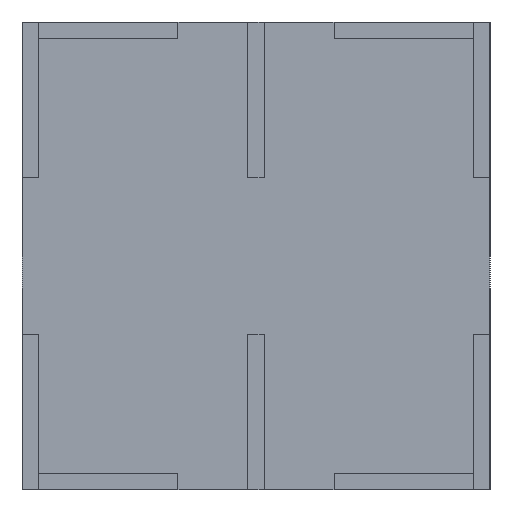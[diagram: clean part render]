
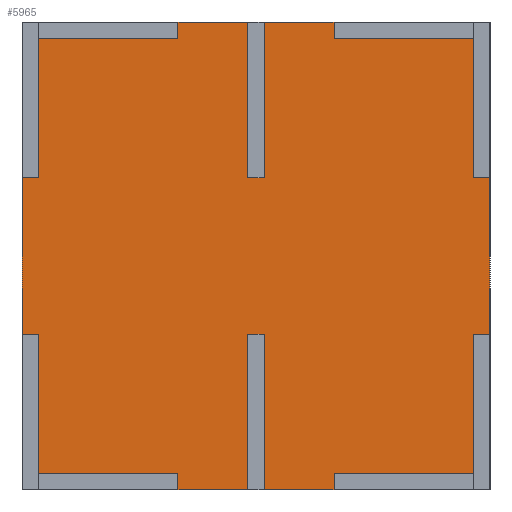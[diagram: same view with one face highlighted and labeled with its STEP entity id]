
A CAD part, left-side view. The second image highlights one B-rep face of the part: STEP entity #5965.
In plain terms, the highlighted planar face has unit normal (-1, 0, 0).
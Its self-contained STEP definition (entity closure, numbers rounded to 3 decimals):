
#550=FACE_OUTER_BOUND('',#959,.T.);
#959=EDGE_LOOP('',(#5173,#5174,#5175,#5176,#5177,#5178,#5179,#5180,#5181,
#5182,#5183,#5184,#5185,#5186,#5187,#5188,#5189,#5190,#5191,#5192,#5193,
#5194,#5195,#5196,#5197,#5198,#5199,#5200));
#1566=LINE('',#9318,#2283);
#1572=LINE('',#9330,#2289);
#1575=LINE('',#9336,#2292);
#1576=LINE('',#9339,#2293);
#1577=LINE('',#9341,#2294);
#1578=LINE('',#9343,#2295);
#1579=LINE('',#9345,#2296);
#1580=LINE('',#9347,#2297);
#1581=LINE('',#9349,#2298);
#1582=LINE('',#9351,#2299);
#1583=LINE('',#9353,#2300);
#1584=LINE('',#9355,#2301);
#1585=LINE('',#9357,#2302);
#1586=LINE('',#9359,#2303);
#1587=LINE('',#9361,#2304);
#1588=LINE('',#9363,#2305);
#1589=LINE('',#9365,#2306);
#1590=LINE('',#9367,#2307);
#1591=LINE('',#9369,#2308);
#1592=LINE('',#9371,#2309);
#1593=LINE('',#9373,#2310);
#1594=LINE('',#9374,#2311);
#1595=LINE('',#9376,#2312);
#1596=LINE('',#9378,#2313);
#1597=LINE('',#9380,#2314);
#1598=LINE('',#9382,#2315);
#1599=LINE('',#9384,#2316);
#1600=LINE('',#9385,#2317);
#2283=VECTOR('',#7691,10.);
#2289=VECTOR('',#7699,10.);
#2292=VECTOR('',#7704,10.);
#2293=VECTOR('',#7707,10.);
#2294=VECTOR('',#7708,10.);
#2295=VECTOR('',#7709,10.);
#2296=VECTOR('',#7710,10.);
#2297=VECTOR('',#7711,10.);
#2298=VECTOR('',#7712,10.);
#2299=VECTOR('',#7713,10.);
#2300=VECTOR('',#7714,10.);
#2301=VECTOR('',#7715,10.);
#2302=VECTOR('',#7716,10.);
#2303=VECTOR('',#7717,10.);
#2304=VECTOR('',#7718,10.);
#2305=VECTOR('',#7719,10.);
#2306=VECTOR('',#7720,10.);
#2307=VECTOR('',#7721,10.);
#2308=VECTOR('',#7722,10.);
#2309=VECTOR('',#7723,10.);
#2310=VECTOR('',#7724,10.);
#2311=VECTOR('',#7725,10.);
#2312=VECTOR('',#7726,10.);
#2313=VECTOR('',#7727,10.);
#2314=VECTOR('',#7728,10.);
#2315=VECTOR('',#7729,10.);
#2316=VECTOR('',#7730,10.);
#2317=VECTOR('',#7731,10.);
#2892=VERTEX_POINT('',#9314);
#2894=VERTEX_POINT('',#9317);
#2897=VERTEX_POINT('',#9324);
#2899=VERTEX_POINT('',#9328);
#2901=VERTEX_POINT('',#9334);
#2902=VERTEX_POINT('',#9338);
#2903=VERTEX_POINT('',#9340);
#2904=VERTEX_POINT('',#9342);
#2905=VERTEX_POINT('',#9344);
#2906=VERTEX_POINT('',#9346);
#2907=VERTEX_POINT('',#9348);
#2908=VERTEX_POINT('',#9350);
#2909=VERTEX_POINT('',#9352);
#2910=VERTEX_POINT('',#9354);
#2911=VERTEX_POINT('',#9356);
#2912=VERTEX_POINT('',#9358);
#2913=VERTEX_POINT('',#9360);
#2914=VERTEX_POINT('',#9362);
#2915=VERTEX_POINT('',#9364);
#2916=VERTEX_POINT('',#9366);
#2917=VERTEX_POINT('',#9368);
#2918=VERTEX_POINT('',#9370);
#2919=VERTEX_POINT('',#9372);
#2920=VERTEX_POINT('',#9375);
#2921=VERTEX_POINT('',#9377);
#2922=VERTEX_POINT('',#9379);
#2923=VERTEX_POINT('',#9381);
#2924=VERTEX_POINT('',#9383);
#3668=EDGE_CURVE('',#2894,#2892,#1566,.T.);
#3674=EDGE_CURVE('',#2897,#2899,#1572,.T.);
#3677=EDGE_CURVE('',#2892,#2901,#1575,.T.);
#3678=EDGE_CURVE('',#2902,#2894,#1576,.T.);
#3679=EDGE_CURVE('',#2901,#2903,#1577,.T.);
#3680=EDGE_CURVE('',#2903,#2904,#1578,.T.);
#3681=EDGE_CURVE('',#2904,#2905,#1579,.T.);
#3682=EDGE_CURVE('',#2905,#2906,#1580,.T.);
#3683=EDGE_CURVE('',#2906,#2907,#1581,.T.);
#3684=EDGE_CURVE('',#2907,#2908,#1582,.T.);
#3685=EDGE_CURVE('',#2908,#2909,#1583,.T.);
#3686=EDGE_CURVE('',#2909,#2910,#1584,.T.);
#3687=EDGE_CURVE('',#2910,#2911,#1585,.T.);
#3688=EDGE_CURVE('',#2911,#2912,#1586,.T.);
#3689=EDGE_CURVE('',#2912,#2913,#1587,.T.);
#3690=EDGE_CURVE('',#2913,#2914,#1588,.T.);
#3691=EDGE_CURVE('',#2914,#2915,#1589,.T.);
#3692=EDGE_CURVE('',#2915,#2916,#1590,.T.);
#3693=EDGE_CURVE('',#2916,#2917,#1591,.T.);
#3694=EDGE_CURVE('',#2917,#2918,#1592,.T.);
#3695=EDGE_CURVE('',#2918,#2919,#1593,.T.);
#3696=EDGE_CURVE('',#2919,#2897,#1594,.T.);
#3697=EDGE_CURVE('',#2899,#2920,#1595,.T.);
#3698=EDGE_CURVE('',#2920,#2921,#1596,.T.);
#3699=EDGE_CURVE('',#2921,#2922,#1597,.T.);
#3700=EDGE_CURVE('',#2922,#2923,#1598,.T.);
#3701=EDGE_CURVE('',#2923,#2924,#1599,.T.);
#3702=EDGE_CURVE('',#2924,#2902,#1600,.T.);
#5173=ORIENTED_EDGE('',*,*,#3678,.T.);
#5174=ORIENTED_EDGE('',*,*,#3668,.T.);
#5175=ORIENTED_EDGE('',*,*,#3677,.T.);
#5176=ORIENTED_EDGE('',*,*,#3679,.T.);
#5177=ORIENTED_EDGE('',*,*,#3680,.T.);
#5178=ORIENTED_EDGE('',*,*,#3681,.T.);
#5179=ORIENTED_EDGE('',*,*,#3682,.T.);
#5180=ORIENTED_EDGE('',*,*,#3683,.T.);
#5181=ORIENTED_EDGE('',*,*,#3684,.T.);
#5182=ORIENTED_EDGE('',*,*,#3685,.T.);
#5183=ORIENTED_EDGE('',*,*,#3686,.T.);
#5184=ORIENTED_EDGE('',*,*,#3687,.T.);
#5185=ORIENTED_EDGE('',*,*,#3688,.T.);
#5186=ORIENTED_EDGE('',*,*,#3689,.T.);
#5187=ORIENTED_EDGE('',*,*,#3690,.T.);
#5188=ORIENTED_EDGE('',*,*,#3691,.T.);
#5189=ORIENTED_EDGE('',*,*,#3692,.T.);
#5190=ORIENTED_EDGE('',*,*,#3693,.T.);
#5191=ORIENTED_EDGE('',*,*,#3694,.T.);
#5192=ORIENTED_EDGE('',*,*,#3695,.T.);
#5193=ORIENTED_EDGE('',*,*,#3696,.T.);
#5194=ORIENTED_EDGE('',*,*,#3674,.T.);
#5195=ORIENTED_EDGE('',*,*,#3697,.T.);
#5196=ORIENTED_EDGE('',*,*,#3698,.T.);
#5197=ORIENTED_EDGE('',*,*,#3699,.T.);
#5198=ORIENTED_EDGE('',*,*,#3700,.T.);
#5199=ORIENTED_EDGE('',*,*,#3701,.T.);
#5200=ORIENTED_EDGE('',*,*,#3702,.T.);
#5674=PLANE('',#6390);
#5965=ADVANCED_FACE('',(#550),#5674,.T.);
#6390=AXIS2_PLACEMENT_3D('',#9337,#7705,#7706);
#7691=DIRECTION('',(0.,1.,0.));
#7699=DIRECTION('',(0.,1.,0.));
#7704=DIRECTION('',(0.,0.,-1.));
#7705=DIRECTION('center_axis',(-1.,0.,0.));
#7706=DIRECTION('ref_axis',(0.,0.,1.));
#7707=DIRECTION('',(0.,0.,-1.));
#7708=DIRECTION('',(0.,1.,0.));
#7709=DIRECTION('',(0.,0.,-1.));
#7710=DIRECTION('',(0.,-1.,0.));
#7711=DIRECTION('',(0.,0.,-1.));
#7712=DIRECTION('',(0.,-1.,0.));
#7713=DIRECTION('',(0.,0.,-1.));
#7714=DIRECTION('',(0.,-1.,0.));
#7715=DIRECTION('',(0.,0.,1.));
#7716=DIRECTION('',(0.,-1.,0.));
#7717=DIRECTION('',(0.,0.,-1.));
#7718=DIRECTION('',(0.,-1.,0.));
#7719=DIRECTION('',(0.,0.,1.));
#7720=DIRECTION('',(0.,-1.,0.));
#7721=DIRECTION('',(0.,0.,1.));
#7722=DIRECTION('',(0.,-1.,0.));
#7723=DIRECTION('',(0.,0.,1.));
#7724=DIRECTION('',(0.,1.,0.));
#7725=DIRECTION('',(0.,0.,1.));
#7726=DIRECTION('',(0.,0.,1.));
#7727=DIRECTION('',(0.,1.,0.));
#7728=DIRECTION('',(0.,0.,-1.));
#7729=DIRECTION('',(0.,1.,0.));
#7730=DIRECTION('',(0.,0.,1.));
#7731=DIRECTION('',(0.,1.,0.));
#9314=CARTESIAN_POINT('',(0.,82.46,-3.02));
#9317=CARTESIAN_POINT('',(0.,56.987,-3.02));
#9318=CARTESIAN_POINT('',(0.,42.735,-3.02));
#9324=CARTESIAN_POINT('',(0.,3.,-3.02));
#9328=CARTESIAN_POINT('',(0.,28.493,-3.02));
#9330=CARTESIAN_POINT('',(0.,42.735,-3.02));
#9334=CARTESIAN_POINT('',(0.,82.46,-28.493));
#9336=CARTESIAN_POINT('',(0.,82.46,-42.745));
#9337=CARTESIAN_POINT('Origin',(0.,42.73,-42.75));
#9338=CARTESIAN_POINT('',(0.,56.987,-0.02));
#9339=CARTESIAN_POINT('',(0.,56.987,-22.625));
#9340=CARTESIAN_POINT('',(0.,85.46,-28.493));
#9341=CARTESIAN_POINT('',(0.,62.855,-28.493));
#9342=CARTESIAN_POINT('',(0.,85.46,-56.987));
#9343=CARTESIAN_POINT('',(0.,85.46,-0.02));
#9344=CARTESIAN_POINT('',(0.,82.46,-56.987));
#9345=CARTESIAN_POINT('',(0.,62.855,-56.987));
#9346=CARTESIAN_POINT('',(0.,82.46,-82.48));
#9347=CARTESIAN_POINT('',(0.,82.46,-42.745));
#9348=CARTESIAN_POINT('',(0.,56.987,-82.48));
#9349=CARTESIAN_POINT('',(0.,42.735,-82.48));
#9350=CARTESIAN_POINT('',(0.,56.987,-85.48));
#9351=CARTESIAN_POINT('',(0.,56.987,-62.865));
#9352=CARTESIAN_POINT('',(0.,44.25,-85.48));
#9353=CARTESIAN_POINT('',(0.,85.46,-85.48));
#9354=CARTESIAN_POINT('',(0.,44.25,-56.987));
#9355=CARTESIAN_POINT('',(0.,44.25,-42.745));
#9356=CARTESIAN_POINT('',(0.,41.25,-56.987));
#9357=CARTESIAN_POINT('',(0.,42.115,-56.987));
#9358=CARTESIAN_POINT('',(0.,41.25,-85.48));
#9359=CARTESIAN_POINT('',(0.,41.25,-42.745));
#9360=CARTESIAN_POINT('',(0.,28.493,-85.48));
#9361=CARTESIAN_POINT('',(0.,85.46,-85.48));
#9362=CARTESIAN_POINT('',(0.,28.493,-82.48));
#9363=CARTESIAN_POINT('',(0.,28.493,-62.865));
#9364=CARTESIAN_POINT('',(0.,3.,-82.48));
#9365=CARTESIAN_POINT('',(0.,42.735,-82.48));
#9366=CARTESIAN_POINT('',(0.,3.,-56.987));
#9367=CARTESIAN_POINT('',(0.,3.,-42.745));
#9368=CARTESIAN_POINT('',(0.,0.,-56.987));
#9369=CARTESIAN_POINT('',(0.,21.365,-56.987));
#9370=CARTESIAN_POINT('',(0.,0.,-28.493));
#9371=CARTESIAN_POINT('',(0.,0.,-85.48));
#9372=CARTESIAN_POINT('',(0.,3.,-28.493));
#9373=CARTESIAN_POINT('',(0.,21.365,-28.493));
#9374=CARTESIAN_POINT('',(0.,3.,-42.745));
#9375=CARTESIAN_POINT('',(0.,28.493,-0.02));
#9376=CARTESIAN_POINT('',(0.,28.493,-22.625));
#9377=CARTESIAN_POINT('',(0.,41.25,-0.02));
#9378=CARTESIAN_POINT('',(0.,0.,-0.02));
#9379=CARTESIAN_POINT('',(0.,41.25,-28.493));
#9380=CARTESIAN_POINT('',(0.,41.25,-42.745));
#9381=CARTESIAN_POINT('',(0.,44.25,-28.493));
#9382=CARTESIAN_POINT('',(0.,42.115,-28.493));
#9383=CARTESIAN_POINT('',(0.,44.25,-0.02));
#9384=CARTESIAN_POINT('',(0.,44.25,-42.745));
#9385=CARTESIAN_POINT('',(0.,0.,-0.02));
